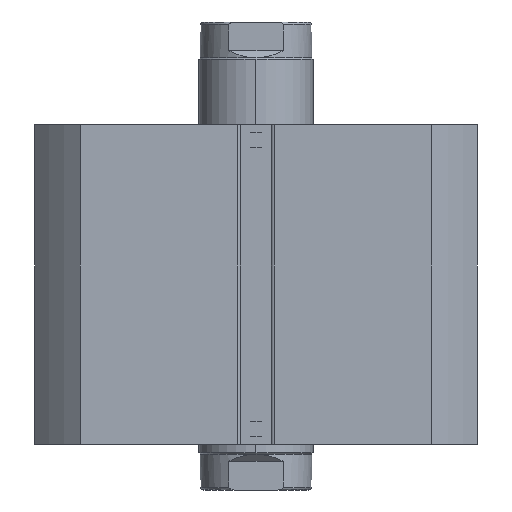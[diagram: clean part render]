
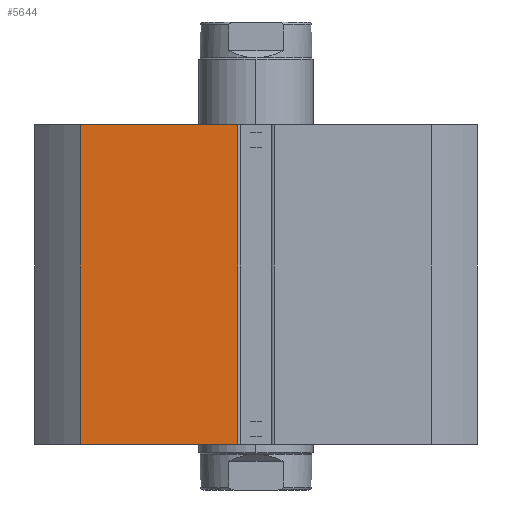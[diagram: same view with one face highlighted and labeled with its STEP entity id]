
A CAD part, front view. The second image highlights one B-rep face of the part: STEP entity #5644.
In plain terms, the highlighted planar face has unit normal (0, -1, 0).
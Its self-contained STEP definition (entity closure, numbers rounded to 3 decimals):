
#262 = DIRECTION ( 'NONE',  ( 1., 0., 0. ) ) ;
#263 = CARTESIAN_POINT ( 'NONE',  ( -38.75, -38.75, 56. ) ) ;
#524 = LINE ( 'NONE', #1407, #526 ) ;
#526 = VECTOR ( 'NONE', #1399, 1000. ) ;
#575 = LINE ( 'NONE', #263, #576 ) ;
#576 = VECTOR ( 'NONE', #262, 1000. ) ;
#1078 = FACE_OUTER_BOUND ( 'NONE', #2328, .T. ) ;
#1176 = AXIS2_PLACEMENT_3D ( 'NONE', #3314, #3320, #3321 ) ;
#1252 = EDGE_CURVE ( 'NONE', #5002, #5530, #6151, .T. ) ;
#1267 = EDGE_CURVE ( 'NONE', #5006, #5389, #6183, .T. ) ;
#1399 = DIRECTION ( 'NONE',  ( 1., 0., 0. ) ) ;
#1407 = CARTESIAN_POINT ( 'NONE',  ( -38.75, -38.75, 0. ) ) ;
#2328 = EDGE_LOOP ( 'NONE', ( #6103, #6102, #6101, #6100 ) ) ;
#2615 = CARTESIAN_POINT ( 'NONE',  ( -3.2, -38.75, 0. ) ) ;
#2629 = CARTESIAN_POINT ( 'NONE',  ( -30.801, -38.75, 0. ) ) ;
#2876 = CARTESIAN_POINT ( 'NONE',  ( -30.801, -38.75, 56. ) ) ;
#2973 = CARTESIAN_POINT ( 'NONE',  ( -3.2, -38.75, 56. ) ) ;
#3311 = PLANE ( 'NONE',  #1176 ) ;
#3314 = CARTESIAN_POINT ( 'NONE',  ( -38.75, -38.75, 56. ) ) ;
#3320 = DIRECTION ( 'NONE',  ( 0., 1., 0. ) ) ;
#3321 = DIRECTION ( 'NONE',  ( 0., 0., 1. ) ) ;
#4414 = EDGE_CURVE ( 'NONE', #5006, #5002, #524, .T. ) ;
#4447 = EDGE_CURVE ( 'NONE', #5389, #5530, #575, .T. ) ;
#5002 = VERTEX_POINT ( 'NONE', #2615 ) ;
#5006 = VERTEX_POINT ( 'NONE', #2629 ) ;
#5315 = DIRECTION ( 'NONE',  ( 0., 0., 1. ) ) ;
#5317 = DIRECTION ( 'NONE',  ( 0., 0., 1. ) ) ;
#5326 = CARTESIAN_POINT ( 'NONE',  ( -3.2, -38.75, 56. ) ) ;
#5389 = VERTEX_POINT ( 'NONE', #2876 ) ;
#5530 = VERTEX_POINT ( 'NONE', #2973 ) ;
#5533 = CARTESIAN_POINT ( 'NONE',  ( -30.801, -38.75, 0. ) ) ;
#5644 = ADVANCED_FACE ( 'NONE', ( #1078 ), #3311, .F. ) ;
#6100 = ORIENTED_EDGE ( 'NONE', *, *, #4447, .F. ) ;
#6101 = ORIENTED_EDGE ( 'NONE', *, *, #1252, .T. ) ;
#6102 = ORIENTED_EDGE ( 'NONE', *, *, #4414, .T. ) ;
#6103 = ORIENTED_EDGE ( 'NONE', *, *, #1267, .F. ) ;
#6151 = LINE ( 'NONE', #5326, #6162 ) ;
#6162 = VECTOR ( 'NONE', #5317, 1000. ) ;
#6183 = LINE ( 'NONE', #5533, #6188 ) ;
#6188 = VECTOR ( 'NONE', #5315, 1000. ) ;
